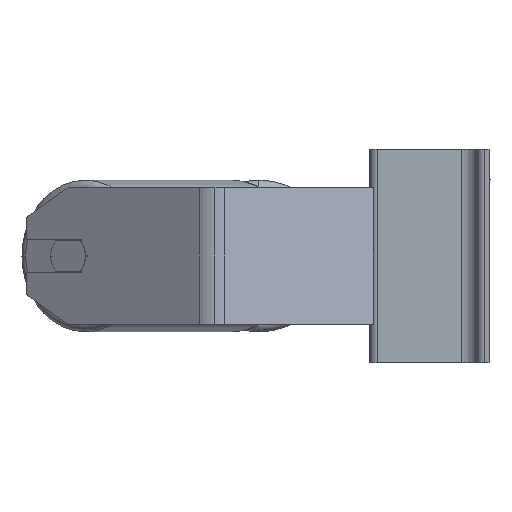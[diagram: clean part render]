
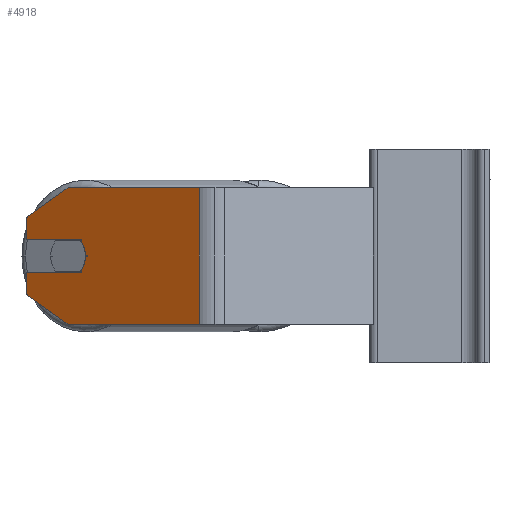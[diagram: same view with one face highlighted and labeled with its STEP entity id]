
A CAD part, left-side view. The second image highlights one B-rep face of the part: STEP entity #4918.
In plain terms, the highlighted planar face has unit normal (-0.819, 0.574, 0).
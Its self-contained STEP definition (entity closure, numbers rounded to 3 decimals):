
#117 = LINE ( 'NONE', #7772, #751 ) ;
#497 = DIRECTION ( 'NONE',  ( 0., 0., -1. ) ) ;
#751 = VECTOR ( 'NONE', #6886, 1000. ) ;
#804 = DIRECTION ( 'NONE',  ( -0.574, -0.819, 0. ) ) ;
#1288 = CARTESIAN_POINT ( 'NONE',  ( -246.261, 219.603, 40. ) ) ;
#1410 = LINE ( 'NONE', #4823, #2255 ) ;
#1579 = CARTESIAN_POINT ( 'NONE',  ( -246.261, 219.603, 22.679 ) ) ;
#1593 = DIRECTION ( 'NONE',  ( 0., 0., -1. ) ) ;
#1709 = DIRECTION ( 'NONE',  ( -0.819, 0.574, 0. ) ) ;
#1744 = EDGE_CURVE ( 'NONE', #2067, #8143, #7850, .T. ) ;
#1846 = LINE ( 'NONE', #5256, #9535 ) ;
#1915 = EDGE_CURVE ( 'NONE', #10152, #7511, #5591, .T. ) ;
#2067 = VERTEX_POINT ( 'NONE', #4228 ) ;
#2255 = VECTOR ( 'NONE', #9945, 1000. ) ;
#2259 = LINE ( 'NONE', #9801, #10374 ) ;
#2491 = DIRECTION ( 'NONE',  ( -0.574, -0.819, 0. ) ) ;
#2531 = ORIENTED_EDGE ( 'NONE', *, *, #5900, .T. ) ;
#2619 = ORIENTED_EDGE ( 'NONE', *, *, #10079, .F. ) ;
#2678 = CARTESIAN_POINT ( 'NONE',  ( -246.261, 219.603, 40. ) ) ;
#2968 = ORIENTED_EDGE ( 'NONE', *, *, #8704, .T. ) ;
#3068 = ORIENTED_EDGE ( 'NONE', *, *, #3912, .F. ) ;
#3338 = EDGE_CURVE ( 'NONE', #8289, #4308, #117, .T. ) ;
#3468 = CARTESIAN_POINT ( 'NONE',  ( -263.468, 195.028, 40. ) ) ;
#3509 = FACE_OUTER_BOUND ( 'NONE', #8875, .T. ) ;
#3912 = EDGE_CURVE ( 'NONE', #8289, #10152, #2259, .T. ) ;
#3920 = VERTEX_POINT ( 'NONE', #7286 ) ;
#3961 = LINE ( 'NONE', #4119, #8106 ) ;
#4106 = CARTESIAN_POINT ( 'NONE',  ( -317.402, 118.003, -40. ) ) ;
#4119 = CARTESIAN_POINT ( 'NONE',  ( -246.261, 219.603, -40. ) ) ;
#4182 = DIRECTION ( 'NONE',  ( -0.497, -0.709, -0.5 ) ) ;
#4201 = DIRECTION ( 'NONE',  ( -0.819, 0.574, 0. ) ) ;
#4228 = CARTESIAN_POINT ( 'NONE',  ( -270.638, 184.789, 0. ) ) ;
#4308 = VERTEX_POINT ( 'NONE', #1579 ) ;
#4325 = ORIENTED_EDGE ( 'NONE', *, *, #8360, .T. ) ;
#4699 = CARTESIAN_POINT ( 'NONE',  ( -246.261, 219.603, -9.5 ) ) ;
#4811 = DIRECTION ( 'NONE',  ( 0., 0., -1. ) ) ;
#4823 = CARTESIAN_POINT ( 'NONE',  ( -246.261, 219.603, 9.5 ) ) ;
#4918 = ADVANCED_FACE ( 'NONE', ( #3509 ), #10311, .F. ) ;
#5004 = CARTESIAN_POINT ( 'NONE',  ( -268.128, 188.373, -9.5 ) ) ;
#5036 = CARTESIAN_POINT ( 'NONE',  ( -263.468, 195.028, -40. ) ) ;
#5217 = AXIS2_PLACEMENT_3D ( 'NONE', #2678, #5251, #8652 ) ;
#5251 = DIRECTION ( 'NONE',  ( 0.819, -0.574, 0. ) ) ;
#5256 = CARTESIAN_POINT ( 'NONE',  ( -246.261, 219.603, -9.5 ) ) ;
#5307 = ORIENTED_EDGE ( 'NONE', *, *, #1915, .F. ) ;
#5314 = CARTESIAN_POINT ( 'NONE',  ( -263.468, 195.028, -40. ) ) ;
#5324 = ORIENTED_EDGE ( 'NONE', *, *, #1744, .F. ) ;
#5448 = VECTOR ( 'NONE', #4182, 1000. ) ;
#5479 = LINE ( 'NONE', #1288, #8295 ) ;
#5591 = LINE ( 'NONE', #8996, #8385 ) ;
#5845 = ORIENTED_EDGE ( 'NONE', *, *, #3338, .T. ) ;
#5862 = VERTEX_POINT ( 'NONE', #9887 ) ;
#5872 = LINE ( 'NONE', #5036, #5448 ) ;
#5900 = EDGE_CURVE ( 'NONE', #8185, #7511, #3961, .T. ) ;
#6068 = EDGE_CURVE ( 'NONE', #10488, #9783, #1846, .T. ) ;
#6268 = EDGE_CURVE ( 'NONE', #9783, #2067, #10242, .T. ) ;
#6340 = VECTOR ( 'NONE', #1593, 1000. ) ;
#6715 = ORIENTED_EDGE ( 'NONE', *, *, #6268, .F. ) ;
#6886 = DIRECTION ( 'NONE',  ( 0.497, 0.709, -0.5 ) ) ;
#7270 = CARTESIAN_POINT ( 'NONE',  ( -317.402, 118.003, 40. ) ) ;
#7286 = CARTESIAN_POINT ( 'NONE',  ( -246.261, 219.603, 9.5 ) ) ;
#7511 = VERTEX_POINT ( 'NONE', #4106 ) ;
#7772 = CARTESIAN_POINT ( 'NONE',  ( -246.261, 219.603, 22.679 ) ) ;
#7850 = CIRCLE ( 'NONE', #9808, 12.5 ) ;
#7990 = CARTESIAN_POINT ( 'NONE',  ( -263.468, 195.028, 0. ) ) ;
#8071 = DIRECTION ( 'NONE',  ( -0.574, -0.819, 0. ) ) ;
#8106 = VECTOR ( 'NONE', #10816, 1000. ) ;
#8126 = ORIENTED_EDGE ( 'NONE', *, *, #8162, .T. ) ;
#8143 = VERTEX_POINT ( 'NONE', #10874 ) ;
#8162 = EDGE_CURVE ( 'NONE', #5862, #8185, #5872, .T. ) ;
#8185 = VERTEX_POINT ( 'NONE', #5314 ) ;
#8289 = VERTEX_POINT ( 'NONE', #3468 ) ;
#8295 = VECTOR ( 'NONE', #497, 1000. ) ;
#8360 = EDGE_CURVE ( 'NONE', #4308, #3920, #5479, .T. ) ;
#8385 = VECTOR ( 'NONE', #4811, 1000. ) ;
#8402 = CARTESIAN_POINT ( 'NONE',  ( -246.261, 219.603, 40. ) ) ;
#8652 = DIRECTION ( 'NONE',  ( 0.574, 0.819, 0. ) ) ;
#8704 = EDGE_CURVE ( 'NONE', #10488, #5862, #9962, .T. ) ;
#8875 = EDGE_LOOP ( 'NONE', ( #2968, #8126, #2531, #5307, #3068, #5845, #4325, #2619, #5324, #6715, #10312 ) ) ;
#8988 = CARTESIAN_POINT ( 'NONE',  ( -263.468, 195.028, 0. ) ) ;
#8996 = CARTESIAN_POINT ( 'NONE',  ( -317.402, 118.003, 40. ) ) ;
#9437 = DIRECTION ( 'NONE',  ( -0.574, -0.819, 0. ) ) ;
#9535 = VECTOR ( 'NONE', #9437, 1000. ) ;
#9783 = VERTEX_POINT ( 'NONE', #5004 ) ;
#9801 = CARTESIAN_POINT ( 'NONE',  ( -246.261, 219.603, 40. ) ) ;
#9808 = AXIS2_PLACEMENT_3D ( 'NONE', #7990, #4201, #804 ) ;
#9887 = CARTESIAN_POINT ( 'NONE',  ( -246.261, 219.603, -22.679 ) ) ;
#9945 = DIRECTION ( 'NONE',  ( 0.574, 0.819, 0. ) ) ;
#9962 = LINE ( 'NONE', #8402, #6340 ) ;
#10079 = EDGE_CURVE ( 'NONE', #8143, #3920, #1410, .T. ) ;
#10152 = VERTEX_POINT ( 'NONE', #7270 ) ;
#10242 = CIRCLE ( 'NONE', #10772, 12.5 ) ;
#10311 = PLANE ( 'NONE',  #5217 ) ;
#10312 = ORIENTED_EDGE ( 'NONE', *, *, #6068, .F. ) ;
#10374 = VECTOR ( 'NONE', #8071, 1000. ) ;
#10488 = VERTEX_POINT ( 'NONE', #4699 ) ;
#10772 = AXIS2_PLACEMENT_3D ( 'NONE', #8988, #1709, #2491 ) ;
#10816 = DIRECTION ( 'NONE',  ( -0.574, -0.819, 0. ) ) ;
#10874 = CARTESIAN_POINT ( 'NONE',  ( -268.128, 188.373, 9.5 ) ) ;
